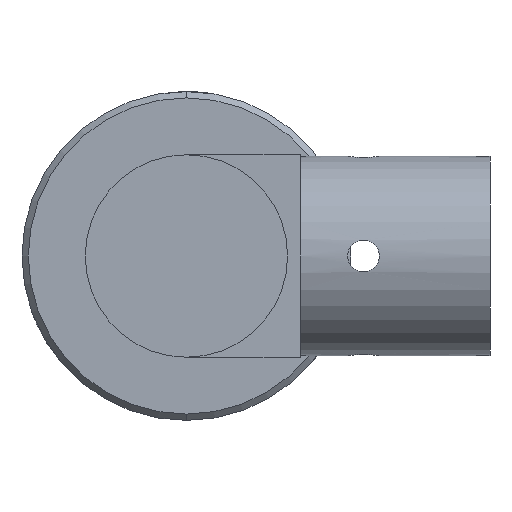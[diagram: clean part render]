
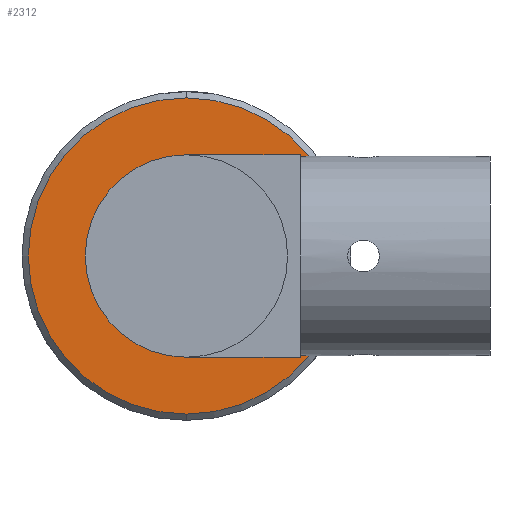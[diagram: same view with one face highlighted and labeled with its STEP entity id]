
A CAD part, left-side view. The second image highlights one B-rep face of the part: STEP entity #2312.
In plain terms, the highlighted planar face has unit normal (-1, 0, 0).
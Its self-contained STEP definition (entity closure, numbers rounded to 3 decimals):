
#38 = CARTESIAN_POINT ( 'NONE',  ( -10.5, 0., -8. ) ) ;
#114 = EDGE_CURVE ( 'NONE', #2013, #638, #502, .T. ) ;
#138 = EDGE_LOOP ( 'NONE', ( #1029, #1977 ) ) ;
#211 = FACE_OUTER_BOUND ( 'NONE', #1170, .T. ) ;
#234 = CARTESIAN_POINT ( 'NONE',  ( -10.5, 0., 0. ) ) ;
#250 = VERTEX_POINT ( 'NONE', #38 ) ;
#288 = FACE_BOUND ( 'NONE', #138, .T. ) ;
#405 = DIRECTION ( 'NONE',  ( 1., 0., 0. ) ) ;
#427 = EDGE_CURVE ( 'NONE', #638, #2013, #775, .T. ) ;
#473 = ORIENTED_EDGE ( 'NONE', *, *, #114, .F. ) ;
#499 = DIRECTION ( 'NONE',  ( 0., 0., 1. ) ) ;
#502 = CIRCLE ( 'NONE', #1957, 12.5 ) ;
#638 = VERTEX_POINT ( 'NONE', #2156 ) ;
#653 = DIRECTION ( 'NONE',  ( 0., 0., -1. ) ) ;
#658 = ORIENTED_EDGE ( 'NONE', *, *, #427, .F. ) ;
#775 = CIRCLE ( 'NONE', #835, 12.5 ) ;
#826 = AXIS2_PLACEMENT_3D ( 'NONE', #855, #1405, #499 ) ;
#830 = CARTESIAN_POINT ( 'NONE',  ( -10.5, 0., 0. ) ) ;
#835 = AXIS2_PLACEMENT_3D ( 'NONE', #1221, #2084, #1014 ) ;
#855 = CARTESIAN_POINT ( 'NONE',  ( -10.5, 0., 0. ) ) ;
#897 = PLANE ( 'NONE',  #1551 ) ;
#905 = CIRCLE ( 'NONE', #826, 8. ) ;
#1014 = DIRECTION ( 'NONE',  ( 0., 0., -1. ) ) ;
#1029 = ORIENTED_EDGE ( 'NONE', *, *, #1937, .T. ) ;
#1082 = DIRECTION ( 'NONE',  ( 0., 0., -1. ) ) ;
#1158 = CARTESIAN_POINT ( 'NONE',  ( -10.5, 0., -12.5 ) ) ;
#1170 = EDGE_LOOP ( 'NONE', ( #473, #658 ) ) ;
#1199 = DIRECTION ( 'NONE',  ( 1., 0., 0. ) ) ;
#1221 = CARTESIAN_POINT ( 'NONE',  ( -10.5, 0., 0. ) ) ;
#1405 = DIRECTION ( 'NONE',  ( 1., 0., 0. ) ) ;
#1456 = AXIS2_PLACEMENT_3D ( 'NONE', #234, #405, #1508 ) ;
#1481 = EDGE_CURVE ( 'NONE', #250, #1522, #905, .T. ) ;
#1508 = DIRECTION ( 'NONE',  ( 0., 0., 1. ) ) ;
#1522 = VERTEX_POINT ( 'NONE', #2286 ) ;
#1551 = AXIS2_PLACEMENT_3D ( 'NONE', #2296, #1199, #1082 ) ;
#1728 = CIRCLE ( 'NONE', #1456, 8. ) ;
#1744 = DIRECTION ( 'NONE',  ( 1., 0., 0. ) ) ;
#1937 = EDGE_CURVE ( 'NONE', #1522, #250, #1728, .T. ) ;
#1957 = AXIS2_PLACEMENT_3D ( 'NONE', #830, #1744, #653 ) ;
#1977 = ORIENTED_EDGE ( 'NONE', *, *, #1481, .T. ) ;
#2013 = VERTEX_POINT ( 'NONE', #1158 ) ;
#2084 = DIRECTION ( 'NONE',  ( 1., 0., 0. ) ) ;
#2156 = CARTESIAN_POINT ( 'NONE',  ( -10.5, 0., 12.5 ) ) ;
#2286 = CARTESIAN_POINT ( 'NONE',  ( -10.5, 0., 8. ) ) ;
#2296 = CARTESIAN_POINT ( 'NONE',  ( -10.5, -12.65, 12.65 ) ) ;
#2312 = ADVANCED_FACE ( 'NONE', ( #288, #211 ), #897, .F. ) ;
